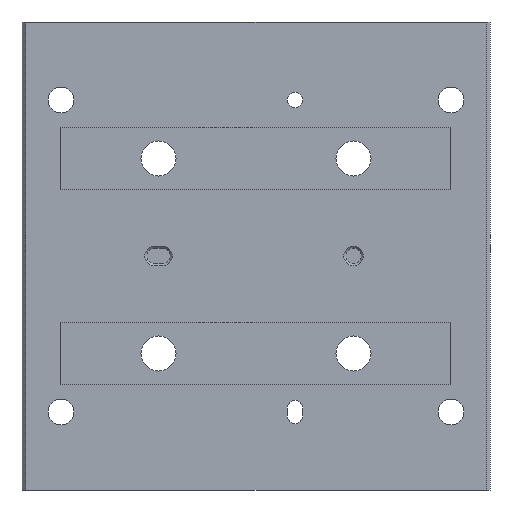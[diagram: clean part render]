
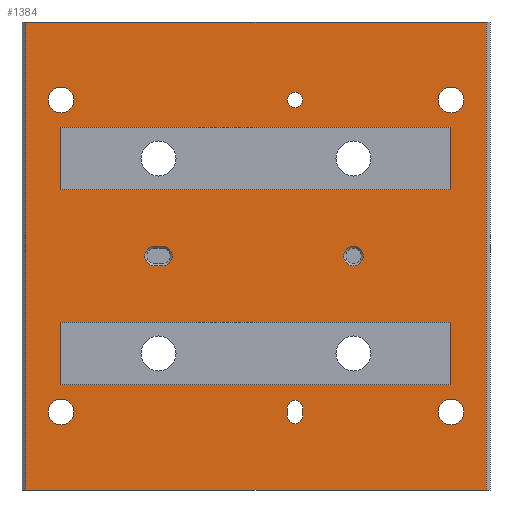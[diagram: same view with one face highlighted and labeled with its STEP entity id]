
A CAD part, front view. The second image highlights one B-rep face of the part: STEP entity #1384.
In plain terms, the highlighted planar face has unit normal (0, -1, 0).
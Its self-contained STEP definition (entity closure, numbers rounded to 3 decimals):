
#25=FACE_BOUND('',#218,.T.);
#26=FACE_BOUND('',#219,.T.);
#27=FACE_BOUND('',#220,.T.);
#28=FACE_BOUND('',#221,.T.);
#29=FACE_BOUND('',#222,.T.);
#30=FACE_BOUND('',#223,.T.);
#31=FACE_BOUND('',#224,.T.);
#32=FACE_BOUND('',#225,.T.);
#33=FACE_BOUND('',#226,.T.);
#34=FACE_BOUND('',#227,.T.);
#69=PLANE('',#1502);
#129=FACE_OUTER_BOUND('',#217,.T.);
#217=EDGE_LOOP('',(#1046,#1047,#1048,#1049));
#218=EDGE_LOOP('',(#1050,#1051,#1052,#1053));
#219=EDGE_LOOP('',(#1054,#1055,#1056,#1057));
#220=EDGE_LOOP('',(#1058,#1059));
#221=EDGE_LOOP('',(#1060));
#222=EDGE_LOOP('',(#1061));
#223=EDGE_LOOP('',(#1062));
#224=EDGE_LOOP('',(#1063));
#225=EDGE_LOOP('',(#1064,#1065,#1066,#1067));
#226=EDGE_LOOP('',(#1068,#1069,#1070,#1071));
#227=EDGE_LOOP('',(#1072));
#311=CIRCLE('',#1482,1.);
#323=CIRCLE('',#1497,1.);
#324=CIRCLE('',#1498,1.);
#326=CIRCLE('',#1501,1.25);
#327=CIRCLE('',#1503,1.25);
#328=CIRCLE('',#1504,1.25);
#329=CIRCLE('',#1505,1.);
#330=CIRCLE('',#1506,1.65);
#331=CIRCLE('',#1507,1.65);
#332=CIRCLE('',#1508,1.65);
#333=CIRCLE('',#1509,1.65);
#373=LINE('',#2048,#513);
#399=LINE('',#2134,#539);
#400=LINE('',#2136,#540);
#401=LINE('',#2138,#541);
#402=LINE('',#2139,#542);
#403=LINE('',#2144,#543);
#404=LINE('',#2147,#544);
#405=LINE('',#2149,#545);
#406=LINE('',#2161,#546);
#407=LINE('',#2163,#547);
#408=LINE('',#2165,#548);
#409=LINE('',#2166,#549);
#410=LINE('',#2169,#550);
#411=LINE('',#2171,#551);
#412=LINE('',#2173,#552);
#413=LINE('',#2174,#553);
#513=VECTOR('',#1636,10.);
#539=VECTOR('',#1706,10.);
#540=VECTOR('',#1707,10.);
#541=VECTOR('',#1708,10.);
#542=VECTOR('',#1709,10.);
#543=VECTOR('',#1712,10.);
#544=VECTOR('',#1715,10.);
#545=VECTOR('',#1716,10.);
#546=VECTOR('',#1727,10.);
#547=VECTOR('',#1728,10.);
#548=VECTOR('',#1729,10.);
#549=VECTOR('',#1730,10.);
#550=VECTOR('',#1731,10.);
#551=VECTOR('',#1732,10.);
#552=VECTOR('',#1733,10.);
#553=VECTOR('',#1734,10.);
#652=VERTEX_POINT('',#2045);
#653=VERTEX_POINT('',#2047);
#654=VERTEX_POINT('',#2051);
#686=VERTEX_POINT('',#2120);
#687=VERTEX_POINT('',#2122);
#689=VERTEX_POINT('',#2128);
#690=VERTEX_POINT('',#2132);
#691=VERTEX_POINT('',#2133);
#692=VERTEX_POINT('',#2135);
#693=VERTEX_POINT('',#2137);
#694=VERTEX_POINT('',#2140);
#695=VERTEX_POINT('',#2141);
#696=VERTEX_POINT('',#2143);
#697=VERTEX_POINT('',#2145);
#698=VERTEX_POINT('',#2148);
#699=VERTEX_POINT('',#2151);
#700=VERTEX_POINT('',#2153);
#701=VERTEX_POINT('',#2155);
#702=VERTEX_POINT('',#2157);
#703=VERTEX_POINT('',#2159);
#704=VERTEX_POINT('',#2160);
#705=VERTEX_POINT('',#2162);
#706=VERTEX_POINT('',#2164);
#707=VERTEX_POINT('',#2167);
#708=VERTEX_POINT('',#2168);
#709=VERTEX_POINT('',#2170);
#710=VERTEX_POINT('',#2172);
#790=EDGE_CURVE('',#652,#653,#373,.T.);
#793=EDGE_CURVE('',#654,#652,#311,.T.);
#827=EDGE_CURVE('',#687,#686,#323,.T.);
#828=EDGE_CURVE('',#686,#687,#324,.T.);
#831=EDGE_CURVE('',#689,#689,#326,.T.);
#832=EDGE_CURVE('',#690,#691,#399,.T.);
#833=EDGE_CURVE('',#692,#690,#400,.T.);
#834=EDGE_CURVE('',#693,#692,#401,.T.);
#835=EDGE_CURVE('',#691,#693,#402,.T.);
#836=EDGE_CURVE('',#694,#695,#327,.T.);
#837=EDGE_CURVE('',#696,#694,#403,.T.);
#838=EDGE_CURVE('',#697,#696,#328,.T.);
#839=EDGE_CURVE('',#695,#697,#404,.T.);
#840=EDGE_CURVE('',#698,#654,#405,.T.);
#841=EDGE_CURVE('',#653,#698,#329,.T.);
#842=EDGE_CURVE('',#699,#699,#330,.T.);
#843=EDGE_CURVE('',#700,#700,#331,.T.);
#844=EDGE_CURVE('',#701,#701,#332,.T.);
#845=EDGE_CURVE('',#702,#702,#333,.T.);
#846=EDGE_CURVE('',#703,#704,#406,.T.);
#847=EDGE_CURVE('',#705,#703,#407,.T.);
#848=EDGE_CURVE('',#706,#705,#408,.T.);
#849=EDGE_CURVE('',#704,#706,#409,.T.);
#850=EDGE_CURVE('',#707,#708,#410,.T.);
#851=EDGE_CURVE('',#709,#707,#411,.T.);
#852=EDGE_CURVE('',#710,#709,#412,.T.);
#853=EDGE_CURVE('',#708,#710,#413,.T.);
#1046=ORIENTED_EDGE('',*,*,#832,.F.);
#1047=ORIENTED_EDGE('',*,*,#833,.F.);
#1048=ORIENTED_EDGE('',*,*,#834,.F.);
#1049=ORIENTED_EDGE('',*,*,#835,.F.);
#1050=ORIENTED_EDGE('',*,*,#836,.F.);
#1051=ORIENTED_EDGE('',*,*,#837,.F.);
#1052=ORIENTED_EDGE('',*,*,#838,.F.);
#1053=ORIENTED_EDGE('',*,*,#839,.F.);
#1054=ORIENTED_EDGE('',*,*,#793,.F.);
#1055=ORIENTED_EDGE('',*,*,#840,.F.);
#1056=ORIENTED_EDGE('',*,*,#841,.F.);
#1057=ORIENTED_EDGE('',*,*,#790,.F.);
#1058=ORIENTED_EDGE('',*,*,#827,.T.);
#1059=ORIENTED_EDGE('',*,*,#828,.T.);
#1060=ORIENTED_EDGE('',*,*,#842,.F.);
#1061=ORIENTED_EDGE('',*,*,#843,.F.);
#1062=ORIENTED_EDGE('',*,*,#844,.F.);
#1063=ORIENTED_EDGE('',*,*,#845,.F.);
#1064=ORIENTED_EDGE('',*,*,#846,.F.);
#1065=ORIENTED_EDGE('',*,*,#847,.F.);
#1066=ORIENTED_EDGE('',*,*,#848,.F.);
#1067=ORIENTED_EDGE('',*,*,#849,.F.);
#1068=ORIENTED_EDGE('',*,*,#850,.F.);
#1069=ORIENTED_EDGE('',*,*,#851,.F.);
#1070=ORIENTED_EDGE('',*,*,#852,.F.);
#1071=ORIENTED_EDGE('',*,*,#853,.F.);
#1072=ORIENTED_EDGE('',*,*,#831,.F.);
#1384=ADVANCED_FACE('',(#129,#25,#26,#27,#28,#29,#30,#31,#32,#33,#34),#69,
 .F.);
#1482=AXIS2_PLACEMENT_3D('',#2053,#1641,#1642);
#1497=AXIS2_PLACEMENT_3D('',#2123,#1693,#1694);
#1498=AXIS2_PLACEMENT_3D('',#2124,#1695,#1696);
#1501=AXIS2_PLACEMENT_3D('',#2130,#1702,#1703);
#1502=AXIS2_PLACEMENT_3D('',#2131,#1704,#1705);
#1503=AXIS2_PLACEMENT_3D('',#2142,#1710,#1711);
#1504=AXIS2_PLACEMENT_3D('',#2146,#1713,#1714);
#1505=AXIS2_PLACEMENT_3D('',#2150,#1717,#1718);
#1506=AXIS2_PLACEMENT_3D('',#2152,#1719,#1720);
#1507=AXIS2_PLACEMENT_3D('',#2154,#1721,#1722);
#1508=AXIS2_PLACEMENT_3D('',#2156,#1723,#1724);
#1509=AXIS2_PLACEMENT_3D('',#2158,#1725,#1726);
#1636=DIRECTION('',(0.,0.,-1.));
#1641=DIRECTION('center_axis',(0.,-1.,0.));
#1642=DIRECTION('ref_axis',(-1.,0.,0.));
#1693=DIRECTION('center_axis',(0.,1.,0.));
#1694=DIRECTION('ref_axis',(1.,0.,0.));
#1695=DIRECTION('center_axis',(0.,1.,0.));
#1696=DIRECTION('ref_axis',(1.,0.,0.));
#1702=DIRECTION('center_axis',(0.,-1.,0.));
#1703=DIRECTION('ref_axis',(1.,0.,0.));
#1704=DIRECTION('center_axis',(0.,1.,0.));
#1705=DIRECTION('ref_axis',(0.,0.,1.));
#1706=DIRECTION('',(0.,0.,1.));
#1707=DIRECTION('',(-1.,0.,0.));
#1708=DIRECTION('',(0.,0.,-1.));
#1709=DIRECTION('',(1.,0.,0.));
#1710=DIRECTION('center_axis',(0.,-1.,0.));
#1711=DIRECTION('ref_axis',(0.,0.,-1.));
#1712=DIRECTION('',(1.,0.,0.));
#1713=DIRECTION('center_axis',(0.,-1.,0.));
#1714=DIRECTION('ref_axis',(0.,0.,1.));
#1715=DIRECTION('',(-1.,0.,0.));
#1716=DIRECTION('',(0.,0.,1.));
#1717=DIRECTION('center_axis',(0.,-1.,0.));
#1718=DIRECTION('ref_axis',(1.,0.,0.));
#1719=DIRECTION('center_axis',(0.,-1.,0.));
#1720=DIRECTION('ref_axis',(1.,0.,0.));
#1721=DIRECTION('center_axis',(0.,-1.,0.));
#1722=DIRECTION('ref_axis',(1.,0.,0.));
#1723=DIRECTION('center_axis',(0.,-1.,0.));
#1724=DIRECTION('ref_axis',(1.,0.,0.));
#1725=DIRECTION('center_axis',(0.,-1.,0.));
#1726=DIRECTION('ref_axis',(1.,0.,0.));
#1727=DIRECTION('',(0.,0.,-1.));
#1728=DIRECTION('',(-1.,0.,0.));
#1729=DIRECTION('',(0.,0.,1.));
#1730=DIRECTION('',(1.,0.,0.));
#1731=DIRECTION('',(0.,0.,-1.));
#1732=DIRECTION('',(-1.,0.,0.));
#1733=DIRECTION('',(0.,0.,1.));
#1734=DIRECTION('',(1.,0.,0.));
#2045=CARTESIAN_POINT('',(4.,-5.5,-19.5));
#2047=CARTESIAN_POINT('',(4.,-5.5,-20.5));
#2048=CARTESIAN_POINT('',(4.,-5.5,-20.5));
#2051=CARTESIAN_POINT('',(6.,-5.5,-19.5));
#2053=CARTESIAN_POINT('Origin',(5.,-5.5,-19.5));
#2120=CARTESIAN_POINT('',(4.,-5.5,20.));
#2122=CARTESIAN_POINT('',(6.,-5.5,20.));
#2123=CARTESIAN_POINT('Origin',(5.,-5.5,20.));
#2124=CARTESIAN_POINT('Origin',(5.,-5.5,20.));
#2128=CARTESIAN_POINT('',(11.25,-5.5,0.));
#2130=CARTESIAN_POINT('Origin',(12.5,-5.5,0.));
#2131=CARTESIAN_POINT('Origin',(0.,-5.5,0.));
#2132=CARTESIAN_POINT('',(-29.5,-5.5,-30.));
#2133=CARTESIAN_POINT('',(-29.5,-5.5,30.));
#2134=CARTESIAN_POINT('',(-29.5,-5.5,-15.));
#2135=CARTESIAN_POINT('',(29.5,-5.5,-30.));
#2136=CARTESIAN_POINT('',(-17.25,-5.5,-30.));
#2137=CARTESIAN_POINT('',(29.5,-5.5,30.));
#2138=CARTESIAN_POINT('',(29.5,-5.5,15.));
#2139=CARTESIAN_POINT('',(17.25,-5.5,30.));
#2140=CARTESIAN_POINT('',(-12.,-5.5,-1.25));
#2141=CARTESIAN_POINT('',(-12.,-5.5,1.25));
#2142=CARTESIAN_POINT('Origin',(-12.,-5.5,0.));
#2143=CARTESIAN_POINT('',(-13.,-5.5,-1.25));
#2144=CARTESIAN_POINT('',(-6.,-5.5,-1.25));
#2145=CARTESIAN_POINT('',(-13.,-5.5,1.25));
#2146=CARTESIAN_POINT('Origin',(-13.,-5.5,0.));
#2147=CARTESIAN_POINT('',(-6.5,-5.5,1.25));
#2148=CARTESIAN_POINT('',(6.,-5.5,-20.5));
#2149=CARTESIAN_POINT('',(6.,-5.5,-19.5));
#2150=CARTESIAN_POINT('Origin',(5.,-5.5,-20.5));
#2151=CARTESIAN_POINT('',(23.35,-5.5,-20.));
#2152=CARTESIAN_POINT('Origin',(25.,-5.5,-20.));
#2153=CARTESIAN_POINT('',(-26.65,-5.5,20.));
#2154=CARTESIAN_POINT('Origin',(-25.,-5.5,20.));
#2155=CARTESIAN_POINT('',(23.35,-5.5,20.));
#2156=CARTESIAN_POINT('Origin',(25.,-5.5,20.));
#2157=CARTESIAN_POINT('',(-26.65,-5.5,-20.));
#2158=CARTESIAN_POINT('Origin',(-25.,-5.5,-20.));
#2159=CARTESIAN_POINT('',(-25.,-5.5,-8.5));
#2160=CARTESIAN_POINT('',(-25.,-5.5,-16.5));
#2161=CARTESIAN_POINT('',(-25.,-5.5,-16.5));
#2162=CARTESIAN_POINT('',(25.,-5.5,-8.5));
#2163=CARTESIAN_POINT('',(-25.,-5.5,-8.5));
#2164=CARTESIAN_POINT('',(25.,-5.5,-16.5));
#2165=CARTESIAN_POINT('',(25.,-5.5,-8.5));
#2166=CARTESIAN_POINT('',(25.,-5.5,-16.5));
#2167=CARTESIAN_POINT('',(-25.,-5.5,16.5));
#2168=CARTESIAN_POINT('',(-25.,-5.5,8.5));
#2169=CARTESIAN_POINT('',(-25.,-5.5,8.5));
#2170=CARTESIAN_POINT('',(25.,-5.5,16.5));
#2171=CARTESIAN_POINT('',(-25.,-5.5,16.5));
#2172=CARTESIAN_POINT('',(25.,-5.5,8.5));
#2173=CARTESIAN_POINT('',(25.,-5.5,16.5));
#2174=CARTESIAN_POINT('',(25.,-5.5,8.5));
